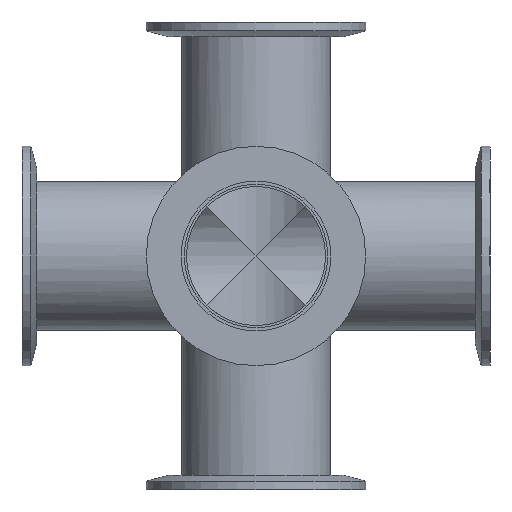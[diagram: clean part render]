
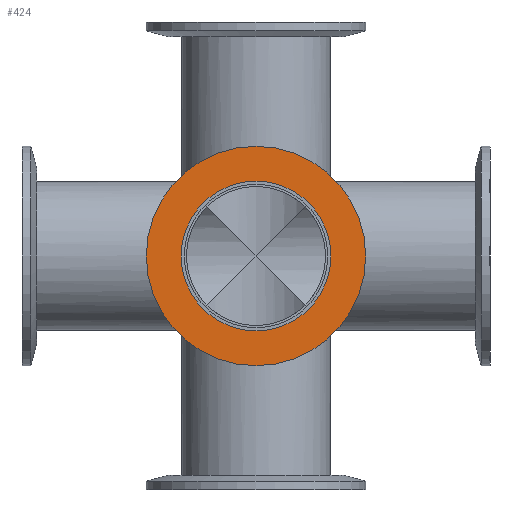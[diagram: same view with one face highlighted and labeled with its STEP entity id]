
A CAD part, left-side view. The second image highlights one B-rep face of the part: STEP entity #424.
In plain terms, the highlighted face is planar.
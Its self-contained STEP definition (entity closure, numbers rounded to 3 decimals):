
#66=FACE_BOUND('',#138,.T.);
#74=CIRCLE('',#541,37.5);
#75=CIRCLE('',#542,37.5);
#76=CIRCLE('',#543,25.6);
#77=CIRCLE('',#544,25.6);
#113=FACE_OUTER_BOUND('',#137,.T.);
#137=EDGE_LOOP('',(#352,#353));
#138=EDGE_LOOP('',(#354,#355));
#218=VERTEX_POINT('',#810);
#219=VERTEX_POINT('',#811);
#220=VERTEX_POINT('',#814);
#221=VERTEX_POINT('',#815);
#267=EDGE_CURVE('',#218,#219,#74,.T.);
#268=EDGE_CURVE('',#219,#218,#75,.T.);
#269=EDGE_CURVE('',#220,#221,#76,.T.);
#270=EDGE_CURVE('',#221,#220,#77,.T.);
#352=ORIENTED_EDGE('',*,*,#267,.F.);
#353=ORIENTED_EDGE('',*,*,#268,.F.);
#354=ORIENTED_EDGE('',*,*,#269,.T.);
#355=ORIENTED_EDGE('',*,*,#270,.T.);
#407=PLANE('',#540);
#424=ADVANCED_FACE('',(#113,#66),#407,.T.);
#540=AXIS2_PLACEMENT_3D('',#809,#662,#663);
#541=AXIS2_PLACEMENT_3D('',#812,#664,#665);
#542=AXIS2_PLACEMENT_3D('',#813,#666,#667);
#543=AXIS2_PLACEMENT_3D('',#816,#668,#669);
#544=AXIS2_PLACEMENT_3D('',#817,#670,#671);
#662=DIRECTION('center_axis',(0.,-1.,0.));
#663=DIRECTION('ref_axis',(0.,0.,-1.));
#664=DIRECTION('center_axis',(0.,1.,0.));
#665=DIRECTION('ref_axis',(1.,0.,0.));
#666=DIRECTION('center_axis',(0.,1.,0.));
#667=DIRECTION('ref_axis',(1.,0.,0.));
#668=DIRECTION('center_axis',(0.,1.,0.));
#669=DIRECTION('ref_axis',(1.,0.,0.));
#670=DIRECTION('center_axis',(0.,1.,0.));
#671=DIRECTION('ref_axis',(1.,0.,0.));
#809=CARTESIAN_POINT('Origin',(-37.5,0.,0.));
#810=CARTESIAN_POINT('',(-37.5,0.,0.));
#811=CARTESIAN_POINT('',(37.5,0.,0.));
#812=CARTESIAN_POINT('Origin',(0.,0.,0.));
#813=CARTESIAN_POINT('Origin',(0.,0.,0.));
#814=CARTESIAN_POINT('',(-25.6,0.,0.));
#815=CARTESIAN_POINT('',(25.6,0.,0.));
#816=CARTESIAN_POINT('Origin',(0.,0.,0.));
#817=CARTESIAN_POINT('Origin',(0.,0.,0.));
